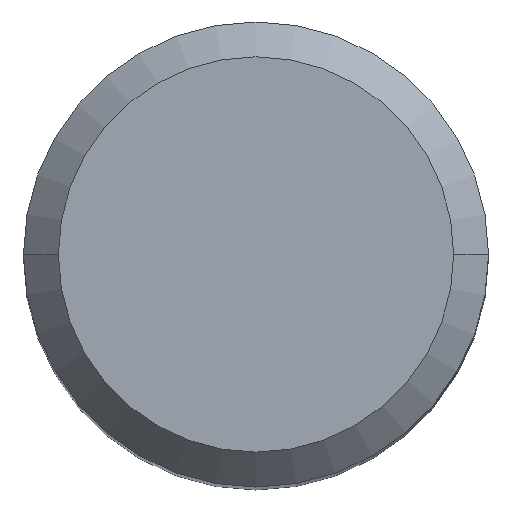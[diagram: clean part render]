
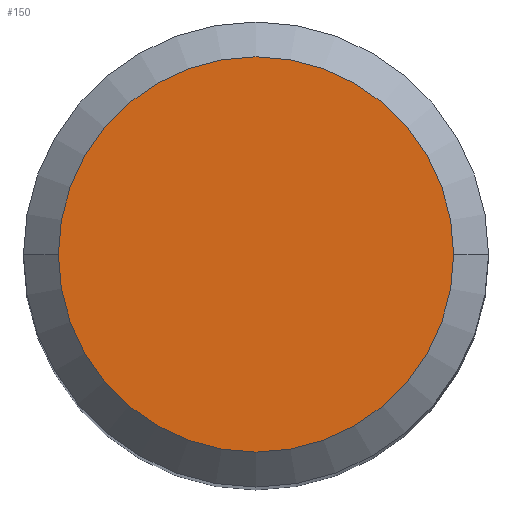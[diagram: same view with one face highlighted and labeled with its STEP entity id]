
A CAD part, top view. The second image highlights one B-rep face of the part: STEP entity #150.
In plain terms, the highlighted planar face has unit normal (0, 0, 1).
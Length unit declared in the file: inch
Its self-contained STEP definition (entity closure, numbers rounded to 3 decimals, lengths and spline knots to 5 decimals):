
#11 = PLANE ( 'NONE',  #88 ) ;
#37 = CIRCLE ( 'NONE', #94, 0.20077 ) ;
#48 = DIRECTION ( 'NONE',  ( 1., 0., 0. ) ) ;
#65 = DIRECTION ( 'NONE',  ( 0., 0., 1. ) ) ;
#88 = AXIS2_PLACEMENT_3D ( 'NONE', #384, #426, #473 ) ;
#94 = AXIS2_PLACEMENT_3D ( 'NONE', #436, #65, #400 ) ;
#102 = VERTEX_POINT ( 'NONE', #310 ) ;
#104 = CARTESIAN_POINT ( 'NONE',  ( 0., 0., 0. ) ) ;
#112 = CIRCLE ( 'NONE', #156, 0.20077 ) ;
#124 = EDGE_CURVE ( 'NONE', #102, #178, #37, .T. ) ;
#150 = ADVANCED_FACE ( 'NONE', ( #196 ), #11, .F. ) ;
#156 = AXIS2_PLACEMENT_3D ( 'NONE', #104, #166, #48 ) ;
#166 = DIRECTION ( 'NONE',  ( 0., 0., 1. ) ) ;
#178 = VERTEX_POINT ( 'NONE', #423 ) ;
#190 = ORIENTED_EDGE ( 'NONE', *, *, #124, .T. ) ;
#196 = FACE_OUTER_BOUND ( 'NONE', #376, .T. ) ;
#209 = EDGE_CURVE ( 'NONE', #178, #102, #112, .T. ) ;
#216 = ORIENTED_EDGE ( 'NONE', *, *, #209, .T. ) ;
#310 = CARTESIAN_POINT ( 'NONE',  ( -0.20077, 0., 0. ) ) ;
#376 = EDGE_LOOP ( 'NONE', ( #190, #216 ) ) ;
#384 = CARTESIAN_POINT ( 'NONE',  ( 0., 0., 0. ) ) ;
#400 = DIRECTION ( 'NONE',  ( 1., 0., 0. ) ) ;
#423 = CARTESIAN_POINT ( 'NONE',  ( 0.20077, 0., 0. ) ) ;
#426 = DIRECTION ( 'NONE',  ( 0., 0., -1. ) ) ;
#436 = CARTESIAN_POINT ( 'NONE',  ( 0., 0., 0. ) ) ;
#473 = DIRECTION ( 'NONE',  ( -1., 0., 0. ) ) ;
